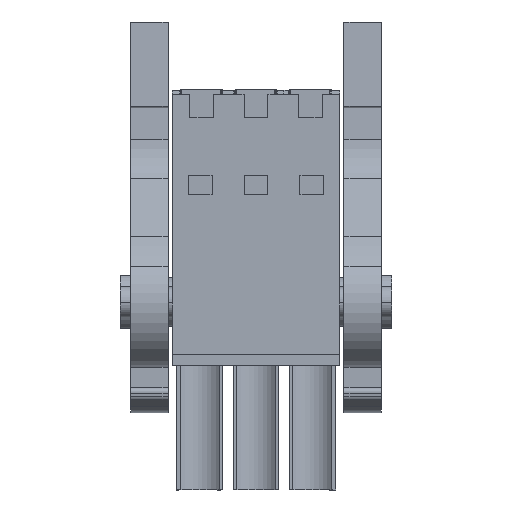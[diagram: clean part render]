
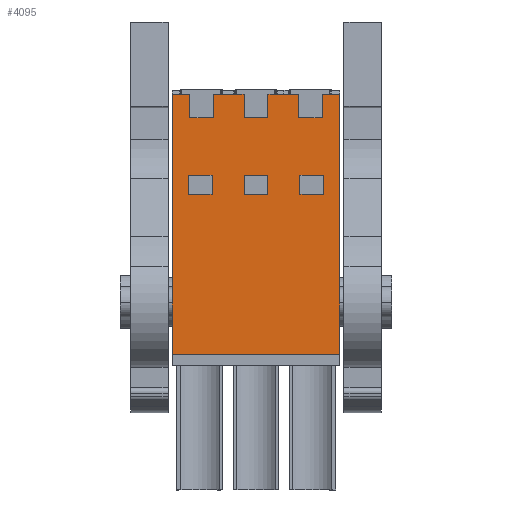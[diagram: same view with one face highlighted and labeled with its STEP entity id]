
A CAD part, front view. The second image highlights one B-rep face of the part: STEP entity #4095.
In plain terms, the highlighted planar face has unit normal (0, -1, 0).
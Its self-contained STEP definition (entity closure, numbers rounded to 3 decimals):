
#3933=AXIS2_PLACEMENT_3D('Plane Axis2P3D',#3930,#3931,#3932) ;
#2166=CARTESIAN_POINT('Vertex',(5.85,0.,24.75)) ;
#2173=CARTESIAN_POINT('Vertex',(5.85,0.,23.3)) ;
#2176=CARTESIAN_POINT('Line Origine',(5.85,0.,24.025)) ;
#2197=CARTESIAN_POINT('Vertex',(4.35,0.,23.3)) ;
#2200=CARTESIAN_POINT('Line Origine',(5.1,0.,23.3)) ;
#2217=CARTESIAN_POINT('Line Origine',(4.35,0.,24.025)) ;
#2221=CARTESIAN_POINT('Vertex',(4.35,0.,24.75)) ;
#2245=CARTESIAN_POINT('Vertex',(3.25,0.,24.75)) ;
#2248=CARTESIAN_POINT('Line Origine',(3.8,0.,24.75)) ;
#2271=CARTESIAN_POINT('Vertex',(5.75,0.,19.697)) ;
#2274=CARTESIAN_POINT('Line Origine',(5.,0.,19.697)) ;
#2278=CARTESIAN_POINT('Vertex',(4.25,0.,19.697)) ;
#2302=CARTESIAN_POINT('Vertex',(5.75,0.,18.5)) ;
#2305=CARTESIAN_POINT('Line Origine',(5.75,0.,19.098)) ;
#2326=CARTESIAN_POINT('Vertex',(4.25,0.,18.5)) ;
#2329=CARTESIAN_POINT('Line Origine',(5.,0.,18.5)) ;
#2346=CARTESIAN_POINT('Line Origine',(4.25,0.,19.098)) ;
#2658=CARTESIAN_POINT('Vertex',(3.25,0.,8.5)) ;
#2661=CARTESIAN_POINT('Line Origine',(3.25,0.,16.625)) ;
#3893=CARTESIAN_POINT('Line Origine',(6.8,0.,24.75)) ;
#3897=CARTESIAN_POINT('Vertex',(7.75,0.,24.75)) ;
#3930=CARTESIAN_POINT('Axis2P3D Location',(8.5,0.,9.85)) ;
#3935=CARTESIAN_POINT('Line Origine',(8.5,0.,8.5)) ;
#3939=CARTESIAN_POINT('Vertex',(13.75,0.,8.5)) ;
#3942=CARTESIAN_POINT('Line Origine',(13.75,0.,16.625)) ;
#3946=CARTESIAN_POINT('Vertex',(13.75,0.,24.75)) ;
#3949=CARTESIAN_POINT('Line Origine',(13.2,0.,24.75)) ;
#3953=CARTESIAN_POINT('Vertex',(12.65,0.,24.75)) ;
#3956=CARTESIAN_POINT('Line Origine',(12.65,0.,24.025)) ;
#3960=CARTESIAN_POINT('Vertex',(12.65,0.,23.3)) ;
#3963=CARTESIAN_POINT('Line Origine',(11.9,0.,23.3)) ;
#3967=CARTESIAN_POINT('Vertex',(11.15,0.,23.3)) ;
#3970=CARTESIAN_POINT('Line Origine',(11.15,0.,24.025)) ;
#3974=CARTESIAN_POINT('Vertex',(11.15,0.,24.75)) ;
#3977=CARTESIAN_POINT('Line Origine',(10.2,0.,24.75)) ;
#3981=CARTESIAN_POINT('Vertex',(9.25,0.,24.75)) ;
#3984=CARTESIAN_POINT('Line Origine',(9.25,0.,24.025)) ;
#3988=CARTESIAN_POINT('Vertex',(9.25,0.,23.3)) ;
#3991=CARTESIAN_POINT('Line Origine',(8.5,0.,23.3)) ;
#3995=CARTESIAN_POINT('Vertex',(7.75,0.,23.3)) ;
#3998=CARTESIAN_POINT('Line Origine',(7.75,0.,24.025)) ;
#4027=CARTESIAN_POINT('Line Origine',(9.25,0.,19.098)) ;
#4031=CARTESIAN_POINT('Vertex',(9.25,0.,18.5)) ;
#4033=CARTESIAN_POINT('Vertex',(9.25,0.,19.697)) ;
#4036=CARTESIAN_POINT('Line Origine',(8.5,0.,18.5)) ;
#4040=CARTESIAN_POINT('Vertex',(7.75,0.,18.5)) ;
#4043=CARTESIAN_POINT('Line Origine',(7.75,0.,19.098)) ;
#4047=CARTESIAN_POINT('Vertex',(7.75,0.,19.697)) ;
#4050=CARTESIAN_POINT('Line Origine',(8.5,0.,19.697)) ;
#4061=CARTESIAN_POINT('Line Origine',(12.75,0.,19.098)) ;
#4065=CARTESIAN_POINT('Vertex',(12.75,0.,19.697)) ;
#4067=CARTESIAN_POINT('Vertex',(12.75,0.,18.5)) ;
#4070=CARTESIAN_POINT('Line Origine',(12.,0.,18.5)) ;
#4074=CARTESIAN_POINT('Vertex',(11.25,0.,18.5)) ;
#4077=CARTESIAN_POINT('Line Origine',(11.25,0.,19.098)) ;
#4081=CARTESIAN_POINT('Vertex',(11.25,0.,19.697)) ;
#4084=CARTESIAN_POINT('Line Origine',(12.,0.,19.697)) ;
#2177=DIRECTION('Vector Direction',(0.,0.,-1.)) ;
#2201=DIRECTION('Vector Direction',(1.,0.,0.)) ;
#2218=DIRECTION('Vector Direction',(0.,0.,-1.)) ;
#2249=DIRECTION('Vector Direction',(1.,0.,0.)) ;
#2275=DIRECTION('Vector Direction',(-1.,0.,0.)) ;
#2306=DIRECTION('Vector Direction',(0.,0.,-1.)) ;
#2330=DIRECTION('Vector Direction',(1.,0.,0.)) ;
#2347=DIRECTION('Vector Direction',(0.,0.,1.)) ;
#2662=DIRECTION('Vector Direction',(0.,0.,-1.)) ;
#3894=DIRECTION('Vector Direction',(1.,0.,0.)) ;
#3931=DIRECTION('Axis2P3D Direction',(0.,-1.,0.)) ;
#3932=DIRECTION('Axis2P3D XDirection',(1.,0.,0.)) ;
#3936=DIRECTION('Vector Direction',(1.,0.,0.)) ;
#3943=DIRECTION('Vector Direction',(0.,0.,1.)) ;
#3950=DIRECTION('Vector Direction',(1.,0.,0.)) ;
#3957=DIRECTION('Vector Direction',(0.,0.,-1.)) ;
#3964=DIRECTION('Vector Direction',(1.,0.,0.)) ;
#3971=DIRECTION('Vector Direction',(0.,0.,-1.)) ;
#3978=DIRECTION('Vector Direction',(1.,0.,0.)) ;
#3985=DIRECTION('Vector Direction',(0.,0.,-1.)) ;
#3992=DIRECTION('Vector Direction',(1.,0.,0.)) ;
#3999=DIRECTION('Vector Direction',(0.,0.,-1.)) ;
#4028=DIRECTION('Vector Direction',(0.,0.,1.)) ;
#4037=DIRECTION('Vector Direction',(1.,0.,0.)) ;
#4044=DIRECTION('Vector Direction',(0.,0.,-1.)) ;
#4051=DIRECTION('Vector Direction',(-1.,0.,0.)) ;
#4062=DIRECTION('Vector Direction',(0.,0.,-1.)) ;
#4071=DIRECTION('Vector Direction',(1.,0.,0.)) ;
#4078=DIRECTION('Vector Direction',(0.,0.,1.)) ;
#4085=DIRECTION('Vector Direction',(-1.,0.,0.)) ;
#2178=VECTOR('Line Direction',#2177,1.) ;
#2202=VECTOR('Line Direction',#2201,1.) ;
#2219=VECTOR('Line Direction',#2218,1.) ;
#2250=VECTOR('Line Direction',#2249,1.) ;
#2276=VECTOR('Line Direction',#2275,1.) ;
#2307=VECTOR('Line Direction',#2306,1.) ;
#2331=VECTOR('Line Direction',#2330,1.) ;
#2348=VECTOR('Line Direction',#2347,1.) ;
#2663=VECTOR('Line Direction',#2662,1.) ;
#3895=VECTOR('Line Direction',#3894,1.) ;
#3937=VECTOR('Line Direction',#3936,1.) ;
#3944=VECTOR('Line Direction',#3943,1.) ;
#3951=VECTOR('Line Direction',#3950,1.) ;
#3958=VECTOR('Line Direction',#3957,1.) ;
#3965=VECTOR('Line Direction',#3964,1.) ;
#3972=VECTOR('Line Direction',#3971,1.) ;
#3979=VECTOR('Line Direction',#3978,1.) ;
#3986=VECTOR('Line Direction',#3985,1.) ;
#3993=VECTOR('Line Direction',#3992,1.) ;
#4000=VECTOR('Line Direction',#3999,1.) ;
#4029=VECTOR('Line Direction',#4028,1.) ;
#4038=VECTOR('Line Direction',#4037,1.) ;
#4045=VECTOR('Line Direction',#4044,1.) ;
#4052=VECTOR('Line Direction',#4051,1.) ;
#4063=VECTOR('Line Direction',#4062,1.) ;
#4072=VECTOR('Line Direction',#4071,1.) ;
#4079=VECTOR('Line Direction',#4078,1.) ;
#4086=VECTOR('Line Direction',#4085,1.) ;
#4004=ORIENTED_EDGE('',*,*,#3941,.T.) ;
#4005=ORIENTED_EDGE('',*,*,#3948,.T.) ;
#4006=ORIENTED_EDGE('',*,*,#3955,.F.) ;
#4007=ORIENTED_EDGE('',*,*,#3962,.T.) ;
#4008=ORIENTED_EDGE('',*,*,#3969,.F.) ;
#4009=ORIENTED_EDGE('',*,*,#3976,.F.) ;
#4010=ORIENTED_EDGE('',*,*,#3983,.F.) ;
#4011=ORIENTED_EDGE('',*,*,#3990,.T.) ;
#4012=ORIENTED_EDGE('',*,*,#3997,.F.) ;
#4013=ORIENTED_EDGE('',*,*,#4002,.F.) ;
#4014=ORIENTED_EDGE('',*,*,#3899,.F.) ;
#4015=ORIENTED_EDGE('',*,*,#2180,.T.) ;
#4016=ORIENTED_EDGE('',*,*,#2204,.F.) ;
#4017=ORIENTED_EDGE('',*,*,#2223,.F.) ;
#4018=ORIENTED_EDGE('',*,*,#2252,.F.) ;
#4019=ORIENTED_EDGE('',*,*,#2665,.T.) ;
#4022=ORIENTED_EDGE('',*,*,#2350,.T.) ;
#4023=ORIENTED_EDGE('',*,*,#2280,.F.) ;
#4024=ORIENTED_EDGE('',*,*,#2309,.T.) ;
#4025=ORIENTED_EDGE('',*,*,#2333,.F.) ;
#4056=ORIENTED_EDGE('',*,*,#4035,.F.) ;
#4057=ORIENTED_EDGE('',*,*,#4042,.F.) ;
#4058=ORIENTED_EDGE('',*,*,#4049,.F.) ;
#4059=ORIENTED_EDGE('',*,*,#4054,.F.) ;
#4090=ORIENTED_EDGE('',*,*,#4069,.T.) ;
#4091=ORIENTED_EDGE('',*,*,#4076,.F.) ;
#4092=ORIENTED_EDGE('',*,*,#4083,.T.) ;
#4093=ORIENTED_EDGE('',*,*,#4088,.F.) ;
#4026=FACE_BOUND('',#4021,.T.) ;
#4060=FACE_BOUND('',#4055,.T.) ;
#4094=FACE_BOUND('',#4089,.T.) ;
#4095=ADVANCED_FACE('housing',(#4020,#4026,#4060,#4094),#3934,.T.) ;
#2180=EDGE_CURVE('',#2167,#2174,#2179,.T.) ;
#2204=EDGE_CURVE('',#2198,#2174,#2203,.T.) ;
#2223=EDGE_CURVE('',#2222,#2198,#2220,.T.) ;
#2252=EDGE_CURVE('',#2246,#2222,#2251,.T.) ;
#2280=EDGE_CURVE('',#2272,#2279,#2277,.T.) ;
#2309=EDGE_CURVE('',#2272,#2303,#2308,.T.) ;
#2333=EDGE_CURVE('',#2327,#2303,#2332,.T.) ;
#2350=EDGE_CURVE('',#2327,#2279,#2349,.T.) ;
#2665=EDGE_CURVE('',#2246,#2659,#2664,.T.) ;
#3899=EDGE_CURVE('',#2167,#3898,#3896,.T.) ;
#3941=EDGE_CURVE('',#2659,#3940,#3938,.T.) ;
#3948=EDGE_CURVE('',#3940,#3947,#3945,.T.) ;
#3955=EDGE_CURVE('',#3954,#3947,#3952,.T.) ;
#3962=EDGE_CURVE('',#3954,#3961,#3959,.T.) ;
#3969=EDGE_CURVE('',#3968,#3961,#3966,.T.) ;
#3976=EDGE_CURVE('',#3975,#3968,#3973,.T.) ;
#3983=EDGE_CURVE('',#3982,#3975,#3980,.T.) ;
#3990=EDGE_CURVE('',#3982,#3989,#3987,.T.) ;
#3997=EDGE_CURVE('',#3996,#3989,#3994,.T.) ;
#4002=EDGE_CURVE('',#3898,#3996,#4001,.T.) ;
#4035=EDGE_CURVE('',#4032,#4034,#4030,.T.) ;
#4042=EDGE_CURVE('',#4041,#4032,#4039,.T.) ;
#4049=EDGE_CURVE('',#4048,#4041,#4046,.T.) ;
#4054=EDGE_CURVE('',#4034,#4048,#4053,.T.) ;
#4069=EDGE_CURVE('',#4066,#4068,#4064,.T.) ;
#4076=EDGE_CURVE('',#4075,#4068,#4073,.T.) ;
#4083=EDGE_CURVE('',#4075,#4082,#4080,.T.) ;
#4088=EDGE_CURVE('',#4066,#4082,#4087,.T.) ;
#4003=EDGE_LOOP('',(#4004,#4005,#4006,#4007,#4008,#4009,#4010,#4011,#4012,#4013,#4014,#4015,#4016,#4017,#4018,#4019)) ;
#4021=EDGE_LOOP('',(#4022,#4023,#4024,#4025)) ;
#4055=EDGE_LOOP('',(#4056,#4057,#4058,#4059)) ;
#4089=EDGE_LOOP('',(#4090,#4091,#4092,#4093)) ;
#4020=FACE_OUTER_BOUND('',#4003,.T.) ;
#2179=LINE('Line',#2176,#2178) ;
#2203=LINE('Line',#2200,#2202) ;
#2220=LINE('Line',#2217,#2219) ;
#2251=LINE('Line',#2248,#2250) ;
#2277=LINE('Line',#2274,#2276) ;
#2308=LINE('Line',#2305,#2307) ;
#2332=LINE('Line',#2329,#2331) ;
#2349=LINE('Line',#2346,#2348) ;
#2664=LINE('Line',#2661,#2663) ;
#3896=LINE('Line',#3893,#3895) ;
#3938=LINE('Line',#3935,#3937) ;
#3945=LINE('Line',#3942,#3944) ;
#3952=LINE('Line',#3949,#3951) ;
#3959=LINE('Line',#3956,#3958) ;
#3966=LINE('Line',#3963,#3965) ;
#3973=LINE('Line',#3970,#3972) ;
#3980=LINE('Line',#3977,#3979) ;
#3987=LINE('Line',#3984,#3986) ;
#3994=LINE('Line',#3991,#3993) ;
#4001=LINE('Line',#3998,#4000) ;
#4030=LINE('Line',#4027,#4029) ;
#4039=LINE('Line',#4036,#4038) ;
#4046=LINE('Line',#4043,#4045) ;
#4053=LINE('Line',#4050,#4052) ;
#4064=LINE('Line',#4061,#4063) ;
#4073=LINE('Line',#4070,#4072) ;
#4080=LINE('Line',#4077,#4079) ;
#4087=LINE('Line',#4084,#4086) ;
#3934=PLANE('',#3933) ;
#2167=VERTEX_POINT('',#2166) ;
#2174=VERTEX_POINT('',#2173) ;
#2198=VERTEX_POINT('',#2197) ;
#2222=VERTEX_POINT('',#2221) ;
#2246=VERTEX_POINT('',#2245) ;
#2272=VERTEX_POINT('',#2271) ;
#2279=VERTEX_POINT('',#2278) ;
#2303=VERTEX_POINT('',#2302) ;
#2327=VERTEX_POINT('',#2326) ;
#2659=VERTEX_POINT('',#2658) ;
#3898=VERTEX_POINT('',#3897) ;
#3940=VERTEX_POINT('',#3939) ;
#3947=VERTEX_POINT('',#3946) ;
#3954=VERTEX_POINT('',#3953) ;
#3961=VERTEX_POINT('',#3960) ;
#3968=VERTEX_POINT('',#3967) ;
#3975=VERTEX_POINT('',#3974) ;
#3982=VERTEX_POINT('',#3981) ;
#3989=VERTEX_POINT('',#3988) ;
#3996=VERTEX_POINT('',#3995) ;
#4032=VERTEX_POINT('',#4031) ;
#4034=VERTEX_POINT('',#4033) ;
#4041=VERTEX_POINT('',#4040) ;
#4048=VERTEX_POINT('',#4047) ;
#4066=VERTEX_POINT('',#4065) ;
#4068=VERTEX_POINT('',#4067) ;
#4075=VERTEX_POINT('',#4074) ;
#4082=VERTEX_POINT('',#4081) ;
